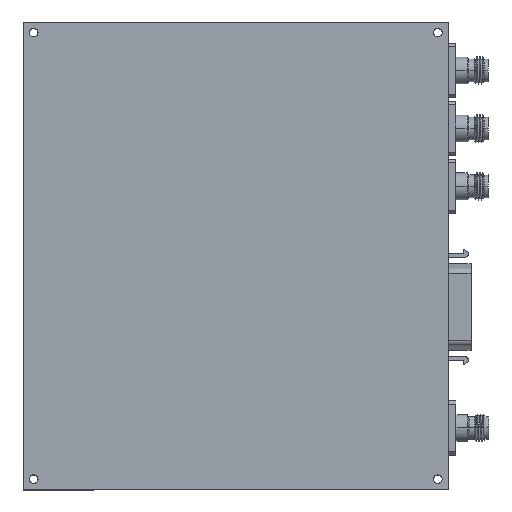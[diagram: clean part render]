
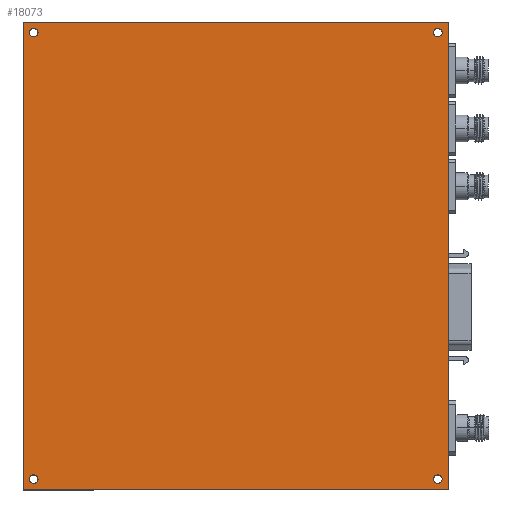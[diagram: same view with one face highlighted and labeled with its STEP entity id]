
A CAD part, top view. The second image highlights one B-rep face of the part: STEP entity #18073.
In plain terms, the highlighted planar face has unit normal (0, 0, 1).
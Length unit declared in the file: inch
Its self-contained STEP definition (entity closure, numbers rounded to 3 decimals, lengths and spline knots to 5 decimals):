
#244 = VERTEX_POINT ( 'NONE', #1098 ) ;
#305 = CARTESIAN_POINT ( 'NONE',  ( 1.83008, 2.06693, 0.7874 ) ) ;
#662 = FACE_BOUND ( 'NONE', #9587, .T. ) ;
#711 = VECTOR ( 'NONE', #15611, 39.37008 ) ;
#740 = AXIS2_PLACEMENT_3D ( 'NONE', #2605, #4434, #10943 ) ;
#843 = CARTESIAN_POINT ( 'NONE',  ( 1.87008, -2.06693, 0.7874 ) ) ;
#1055 = EDGE_CURVE ( 'NONE', #12036, #3131, #2382, .T. ) ;
#1098 = CARTESIAN_POINT ( 'NONE',  ( -1.9685, 2.16535, 0.7874 ) ) ;
#1424 = CIRCLE ( 'NONE', #740, 0.04 ) ;
#1428 = DIRECTION ( 'NONE',  ( 0., 1., 0. ) ) ;
#1586 = VERTEX_POINT ( 'NONE', #12635 ) ;
#1773 = AXIS2_PLACEMENT_3D ( 'NONE', #10157, #7397, #13862 ) ;
#1932 = VERTEX_POINT ( 'NONE', #12766 ) ;
#2256 = DIRECTION ( 'NONE',  ( 0., 0., 1. ) ) ;
#2382 = CIRCLE ( 'NONE', #4090, 0.04 ) ;
#2505 = CARTESIAN_POINT ( 'NONE',  ( 1.9685, -2.16535, 0.7874 ) ) ;
#2605 = CARTESIAN_POINT ( 'NONE',  ( -1.87008, 2.06693, 0.7874 ) ) ;
#2844 = CIRCLE ( 'NONE', #18169, 0.04 ) ;
#3098 = DIRECTION ( 'NONE',  ( 1., 0., 0. ) ) ;
#3131 = VERTEX_POINT ( 'NONE', #20562 ) ;
#3180 = AXIS2_PLACEMENT_3D ( 'NONE', #15272, #3853, #16855 ) ;
#3183 = DIRECTION ( 'NONE',  ( 0., 0., 1. ) ) ;
#3199 = ORIENTED_EDGE ( 'NONE', *, *, #11426, .F. ) ;
#3406 = LINE ( 'NONE', #14611, #7993 ) ;
#3852 = AXIS2_PLACEMENT_3D ( 'NONE', #13018, #3183, #9736 ) ;
#3853 = DIRECTION ( 'NONE',  ( 0., 0., 1. ) ) ;
#3974 = VECTOR ( 'NONE', #1428, 39.37008 ) ;
#4090 = AXIS2_PLACEMENT_3D ( 'NONE', #8904, #2256, #18787 ) ;
#4318 = CARTESIAN_POINT ( 'NONE',  ( -1.9685, 2.16535, 0.7874 ) ) ;
#4370 = VERTEX_POINT ( 'NONE', #305 ) ;
#4434 = DIRECTION ( 'NONE',  ( 0., 0., 1. ) ) ;
#4820 = CARTESIAN_POINT ( 'NONE',  ( -1.83008, -2.06693, 0.7874 ) ) ;
#5091 = CARTESIAN_POINT ( 'NONE',  ( -1.87008, -2.06693, 0.7874 ) ) ;
#5236 = AXIS2_PLACEMENT_3D ( 'NONE', #5091, #18078, #11677 ) ;
#5596 = FACE_OUTER_BOUND ( 'NONE', #15120, .T. ) ;
#5754 = DIRECTION ( 'NONE',  ( 0., 0., 1. ) ) ;
#6101 = ORIENTED_EDGE ( 'NONE', *, *, #11054, .F. ) ;
#6242 = LINE ( 'NONE', #7973, #3974 ) ;
#6429 = DIRECTION ( 'NONE',  ( 1., 0., 0. ) ) ;
#6454 = ORIENTED_EDGE ( 'NONE', *, *, #16734, .F. ) ;
#6785 = FACE_BOUND ( 'NONE', #7986, .T. ) ;
#7397 = DIRECTION ( 'NONE',  ( 0., 0., 1. ) ) ;
#7973 = CARTESIAN_POINT ( 'NONE',  ( 1.9685, -2.16535, 0.7874 ) ) ;
#7986 = EDGE_LOOP ( 'NONE', ( #19035, #3199 ) ) ;
#7993 = VECTOR ( 'NONE', #19387, 39.37008 ) ;
#8092 = EDGE_CURVE ( 'NONE', #4370, #13685, #8877, .T. ) ;
#8296 = CIRCLE ( 'NONE', #5236, 0.04 ) ;
#8377 = DIRECTION ( 'NONE',  ( 0., 0., 1. ) ) ;
#8517 = ORIENTED_EDGE ( 'NONE', *, *, #1055, .F. ) ;
#8877 = CIRCLE ( 'NONE', #13272, 0.04 ) ;
#8904 = CARTESIAN_POINT ( 'NONE',  ( -1.87008, 2.06693, 0.7874 ) ) ;
#9251 = VERTEX_POINT ( 'NONE', #20058 ) ;
#9587 = EDGE_LOOP ( 'NONE', ( #6101, #10159 ) ) ;
#9683 = CARTESIAN_POINT ( 'NONE',  ( 1.87008, 2.06693, 0.7874 ) ) ;
#9736 = DIRECTION ( 'NONE',  ( 1., 0., 0. ) ) ;
#9822 = EDGE_CURVE ( 'NONE', #244, #9251, #12428, .T. ) ;
#9954 = AXIS2_PLACEMENT_3D ( 'NONE', #843, #5754, #18864 ) ;
#10157 = CARTESIAN_POINT ( 'NONE',  ( -1.87008, -2.06693, 0.7874 ) ) ;
#10159 = ORIENTED_EDGE ( 'NONE', *, *, #10803, .F. ) ;
#10803 = EDGE_CURVE ( 'NONE', #20948, #20665, #11998, .T. ) ;
#10839 = DIRECTION ( 'NONE',  ( 0., 0., 1. ) ) ;
#10943 = DIRECTION ( 'NONE',  ( 1., 0., 0. ) ) ;
#11013 = CIRCLE ( 'NONE', #3852, 0.04 ) ;
#11054 = EDGE_CURVE ( 'NONE', #20665, #20948, #8296, .T. ) ;
#11203 = ORIENTED_EDGE ( 'NONE', *, *, #20451, .T. ) ;
#11353 = ORIENTED_EDGE ( 'NONE', *, *, #19876, .T. ) ;
#11426 = EDGE_CURVE ( 'NONE', #16438, #1932, #11013, .T. ) ;
#11500 = CARTESIAN_POINT ( 'NONE',  ( -1.83008, 2.06693, 0.7874 ) ) ;
#11677 = DIRECTION ( 'NONE',  ( 1., 0., 0. ) ) ;
#11973 = FACE_BOUND ( 'NONE', #18587, .T. ) ;
#11998 = CIRCLE ( 'NONE', #1773, 0.04 ) ;
#12036 = VERTEX_POINT ( 'NONE', #11500 ) ;
#12428 = LINE ( 'NONE', #4318, #711 ) ;
#12635 = CARTESIAN_POINT ( 'NONE',  ( 1.9685, 2.16535, 0.7874 ) ) ;
#12766 = CARTESIAN_POINT ( 'NONE',  ( 1.91008, -2.06693, 0.7874 ) ) ;
#12923 = CARTESIAN_POINT ( 'NONE',  ( 1.87008, 2.06693, 0.7874 ) ) ;
#13018 = CARTESIAN_POINT ( 'NONE',  ( 1.87008, -2.06693, 0.7874 ) ) ;
#13272 = AXIS2_PLACEMENT_3D ( 'NONE', #12923, #8377, #6429 ) ;
#13466 = PLANE ( 'NONE',  #3180 ) ;
#13529 = EDGE_LOOP ( 'NONE', ( #6454, #14765 ) ) ;
#13685 = VERTEX_POINT ( 'NONE', #15449 ) ;
#13862 = DIRECTION ( 'NONE',  ( 1., 0., 0. ) ) ;
#14454 = CARTESIAN_POINT ( 'NONE',  ( -1.91008, -2.06693, 0.7874 ) ) ;
#14610 = VERTEX_POINT ( 'NONE', #2505 ) ;
#14611 = CARTESIAN_POINT ( 'NONE',  ( 1.9685, 2.16535, 0.7874 ) ) ;
#14615 = CARTESIAN_POINT ( 'NONE',  ( -1.9685, -2.16535, 0.7874 ) ) ;
#14765 = ORIENTED_EDGE ( 'NONE', *, *, #8092, .F. ) ;
#15025 = EDGE_CURVE ( 'NONE', #1932, #16438, #19131, .T. ) ;
#15120 = EDGE_LOOP ( 'NONE', ( #18905, #19056, #11353, #11203 ) ) ;
#15181 = EDGE_CURVE ( 'NONE', #3131, #12036, #1424, .T. ) ;
#15272 = CARTESIAN_POINT ( 'NONE',  ( 0., 0., 0.7874 ) ) ;
#15449 = CARTESIAN_POINT ( 'NONE',  ( 1.91008, 2.06693, 0.7874 ) ) ;
#15611 = DIRECTION ( 'NONE',  ( 0., -1., 0. ) ) ;
#15881 = ORIENTED_EDGE ( 'NONE', *, *, #15181, .F. ) ;
#16382 = CARTESIAN_POINT ( 'NONE',  ( 1.83008, -2.06693, 0.7874 ) ) ;
#16438 = VERTEX_POINT ( 'NONE', #16382 ) ;
#16734 = EDGE_CURVE ( 'NONE', #13685, #4370, #2844, .T. ) ;
#16855 = DIRECTION ( 'NONE',  ( 1., 0., 0. ) ) ;
#17311 = DIRECTION ( 'NONE',  ( 1., 0., 0. ) ) ;
#17786 = EDGE_CURVE ( 'NONE', #1586, #244, #3406, .T. ) ;
#18073 = ADVANCED_FACE ( 'NONE', ( #11973, #662, #6785, #19847, #5596 ), #13466, .T. ) ;
#18078 = DIRECTION ( 'NONE',  ( 0., 0., 1. ) ) ;
#18169 = AXIS2_PLACEMENT_3D ( 'NONE', #9683, #10839, #17311 ) ;
#18261 = VECTOR ( 'NONE', #3098, 39.37008 ) ;
#18587 = EDGE_LOOP ( 'NONE', ( #8517, #15881 ) ) ;
#18787 = DIRECTION ( 'NONE',  ( 1., 0., 0. ) ) ;
#18864 = DIRECTION ( 'NONE',  ( 1., 0., 0. ) ) ;
#18905 = ORIENTED_EDGE ( 'NONE', *, *, #17786, .T. ) ;
#19035 = ORIENTED_EDGE ( 'NONE', *, *, #15025, .F. ) ;
#19056 = ORIENTED_EDGE ( 'NONE', *, *, #9822, .T. ) ;
#19118 = LINE ( 'NONE', #14615, #18261 ) ;
#19131 = CIRCLE ( 'NONE', #9954, 0.04 ) ;
#19387 = DIRECTION ( 'NONE',  ( -1., 0., 0. ) ) ;
#19847 = FACE_BOUND ( 'NONE', #13529, .T. ) ;
#19876 = EDGE_CURVE ( 'NONE', #9251, #14610, #19118, .T. ) ;
#20058 = CARTESIAN_POINT ( 'NONE',  ( -1.9685, -2.16535, 0.7874 ) ) ;
#20451 = EDGE_CURVE ( 'NONE', #14610, #1586, #6242, .T. ) ;
#20562 = CARTESIAN_POINT ( 'NONE',  ( -1.91008, 2.06693, 0.7874 ) ) ;
#20665 = VERTEX_POINT ( 'NONE', #4820 ) ;
#20948 = VERTEX_POINT ( 'NONE', #14454 ) ;
